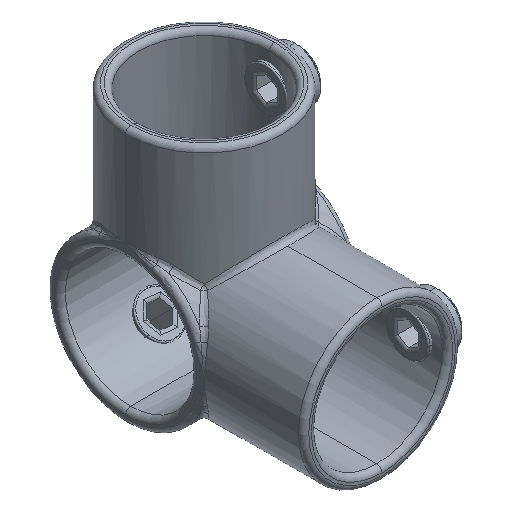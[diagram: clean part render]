
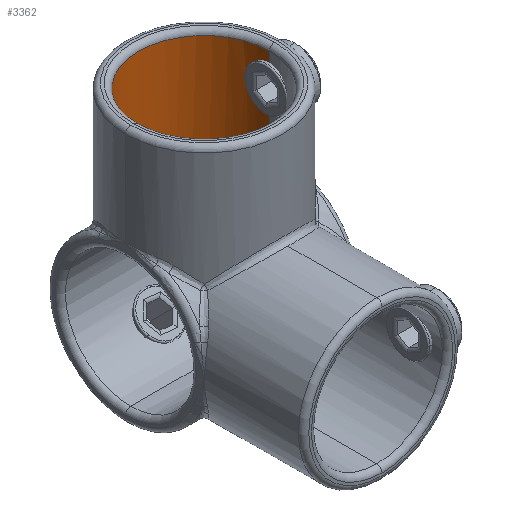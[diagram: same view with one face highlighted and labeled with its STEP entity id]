
A CAD part, isometric view. The second image highlights one B-rep face of the part: STEP entity #3362.
In plain terms, the highlighted cylindrical face has radius 25 mm (diameter 50 mm), a partial arc.
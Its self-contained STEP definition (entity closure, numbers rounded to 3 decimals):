
#77 = VERTEX_POINT ( 'NONE', #5990 ) ;
#140 = ORIENTED_EDGE ( 'NONE', *, *, #3321, .F. ) ;
#192 = CARTESIAN_POINT ( 'NONE',  ( 24.602, 4.449, 47.802 ) ) ;
#214 = CARTESIAN_POINT ( 'NONE',  ( 23.809, 7.625, 53.496 ) ) ;
#236 = CARTESIAN_POINT ( 'NONE',  ( 24.49, 5.038, 59.745 ) ) ;
#372 = VERTEX_POINT ( 'NONE', #2113 ) ;
#501 = DIRECTION ( 'NONE',  ( 1., 0., 0. ) ) ;
#527 = ORIENTED_EDGE ( 'NONE', *, *, #4978, .T. ) ;
#679 = CARTESIAN_POINT ( 'NONE',  ( 25., 0., -30.001 ) ) ;
#690 = CARTESIAN_POINT ( 'NONE',  ( 24.488, 5.036, 48.269 ) ) ;
#717 = CARTESIAN_POINT ( 'NONE',  ( 23.825, 7.575, 55.006 ) ) ;
#737 = CARTESIAN_POINT ( 'NONE',  ( 24.708, 3.832, 60.611 ) ) ;
#858 = CARTESIAN_POINT ( 'NONE',  ( 0., 0., -30.001 ) ) ;
#866 = ORIENTED_EDGE ( 'NONE', *, *, #1156, .T. ) ;
#885 = LINE ( 'NONE', #2261, #1279 ) ;
#1040 = EDGE_CURVE ( 'NONE', #5074, #77, #5124, .T. ) ;
#1156 = EDGE_CURVE ( 'NONE', #4139, #372, #6319, .T. ) ;
#1209 = CARTESIAN_POINT ( 'NONE',  ( 24.334, 5.743, 48.96 ) ) ;
#1225 = CARTESIAN_POINT ( 'NONE',  ( 23.931, 7.234, 56.463 ) ) ;
#1232 = DIRECTION ( 'NONE',  ( 0., 0., 1. ) ) ;
#1246 = CARTESIAN_POINT ( 'NONE',  ( 24.882, 2.467, 61.232 ) ) ;
#1279 = VECTOR ( 'NONE', #2747, 1000. ) ;
#1436 = CARTESIAN_POINT ( 'NONE',  ( 0., 25., 0. ) ) ;
#1661 = ORIENTED_EDGE ( 'NONE', *, *, #4572, .T. ) ;
#1684 = CARTESIAN_POINT ( 'NONE',  ( 24.985, 1.005, 46.425 ) ) ;
#1702 = CARTESIAN_POINT ( 'NONE',  ( 0., 0., 66. ) ) ;
#1709 = CARTESIAN_POINT ( 'NONE',  ( 24.111, 6.615, 50.174 ) ) ;
#1736 = CARTESIAN_POINT ( 'NONE',  ( 24.047, 6.837, 57.386 ) ) ;
#1753 = CARTESIAN_POINT ( 'NONE',  ( 24.97, 1.252, 61.526 ) ) ;
#1910 = CARTESIAN_POINT ( 'NONE',  ( 25., 0., 25. ) ) ;
#1967 = CARTESIAN_POINT ( 'NONE',  ( 25., 14.645, 25. ) ) ;
#2113 = CARTESIAN_POINT ( 'NONE',  ( -25., 0., 66. ) ) ;
#2128 = LINE ( 'NONE', #6295, #3143 ) ;
#2200 = CARTESIAN_POINT ( 'NONE',  ( 24.923, 1.982, 46.633 ) ) ;
#2226 = CARTESIAN_POINT ( 'NONE',  ( 23.96, 7.135, 51.3 ) ) ;
#2249 = CARTESIAN_POINT ( 'NONE',  ( 24.148, 6.473, 58.037 ) ) ;
#2261 = CARTESIAN_POINT ( 'NONE',  ( 25., 0., -30.001 ) ) ;
#2268 = CARTESIAN_POINT ( 'NONE',  ( 24.996, 0.5, 61.613 ) ) ;
#2320 = EDGE_CURVE ( 'NONE', #5853, #4836, #5299, .T. ) ;
#2450 = CARTESIAN_POINT ( 'NONE',  ( 25., 0., 46.375 ) ) ;
#2452 = FACE_OUTER_BOUND ( 'NONE', #2834, .T. ) ;
#2500 = CARTESIAN_POINT ( 'NONE',  ( 25., 0., 66. ) ) ;
#2658 = CARTESIAN_POINT ( 'NONE',  ( 25., 0., 61.625 ) ) ;
#2716 = CARTESIAN_POINT ( 'NONE',  ( 24.855, 2.7, 46.865 ) ) ;
#2734 = CARTESIAN_POINT ( 'NONE',  ( 23.89, 7.366, 52.013 ) ) ;
#2747 = DIRECTION ( 'NONE',  ( 0., 0., 1. ) ) ;
#2757 = CARTESIAN_POINT ( 'NONE',  ( 24.257, 6.05, 58.647 ) ) ;
#2778 = CARTESIAN_POINT ( 'NONE',  ( 25., 0., 61.625 ) ) ;
#2788 =( BOUNDED_CURVE ( )  B_SPLINE_CURVE ( 3, ( #1436, #5901, #1967, #5427 ),
 .UNSPECIFIED., .F., .F. ) 
 B_SPLINE_CURVE_WITH_KNOTS ( ( 4, 4 ),
 ( 4.712, 6.283 ),
 .UNSPECIFIED. ) 
 CURVE ( )  GEOMETRIC_REPRESENTATION_ITEM ( )  RATIONAL_B_SPLINE_CURVE ( ( 1., 0.805, 0.805, 1. ) ) 
 REPRESENTATION_ITEM ( '' )  );
#2834 = EDGE_LOOP ( 'NONE', ( #140, #3004, #6221, #5466, #1661, #527, #866 ) ) ;
#2838 = DIRECTION ( 'NONE',  ( 0., 0., 1. ) ) ;
#2972 = CARTESIAN_POINT ( 'NONE',  ( -14.645, 25., 14.645 ) ) ;
#3004 = ORIENTED_EDGE ( 'NONE', *, *, #2320, .T. ) ;
#3066 = CYLINDRICAL_SURFACE ( 'NONE', #3707, 25. ) ;
#3143 = VECTOR ( 'NONE', #4237, 1000. ) ;
#3200 = CARTESIAN_POINT ( 'NONE',  ( 24.709, 3.829, 47.387 ) ) ;
#3230 = CARTESIAN_POINT ( 'NONE',  ( 23.825, 7.576, 52.999 ) ) ;
#3252 = CARTESIAN_POINT ( 'NONE',  ( 24.373, 5.566, 59.218 ) ) ;
#3321 = EDGE_CURVE ( 'NONE', #5853, #372, #2128, .T. ) ;
#3362 = ADVANCED_FACE ( 'NONE', ( #2452 ), #3066, .F. ) ;
#3420 = CARTESIAN_POINT ( 'NONE',  ( 25., 0.507, 46.375 ) ) ;
#3696 = CARTESIAN_POINT ( 'NONE',  ( 24.564, 4.651, 47.952 ) ) ;
#3707 = AXIS2_PLACEMENT_3D ( 'NONE', #858, #4392, #4891 ) ;
#3716 = CARTESIAN_POINT ( 'NONE',  ( 23.809, 7.625, 54.497 ) ) ;
#3738 = CARTESIAN_POINT ( 'NONE',  ( 24.566, 4.656, 60.059 ) ) ;
#4079 = CARTESIAN_POINT ( 'NONE',  ( 0., 25., 0. ) ) ;
#4139 = VERTEX_POINT ( 'NONE', #2500 ) ;
#4197 = CARTESIAN_POINT ( 'NONE',  ( 24.45, 5.219, 48.436 ) ) ;
#4220 = CARTESIAN_POINT ( 'NONE',  ( 23.887, 7.379, 55.986 ) ) ;
#4237 = DIRECTION ( 'NONE',  ( 0., 0., 1. ) ) ;
#4239 = CARTESIAN_POINT ( 'NONE',  ( 24.774, 3.386, 60.85 ) ) ;
#4392 = DIRECTION ( 'NONE',  ( 0., 0., 1. ) ) ;
#4572 = EDGE_CURVE ( 'NONE', #77, #6199, #5916, .T. ) ;
#4714 = CARTESIAN_POINT ( 'NONE',  ( 24.257, 6.058, 49.342 ) ) ;
#4731 = CARTESIAN_POINT ( 'NONE',  ( 24.016, 6.945, 57.159 ) ) ;
#4737 = EDGE_CURVE ( 'NONE', #4836, #5074, #2788, .T. ) ;
#4748 = CARTESIAN_POINT ( 'NONE',  ( 24.925, 1.991, 61.378 ) ) ;
#4836 = VERTEX_POINT ( 'NONE', #4079 ) ;
#4891 = DIRECTION ( 'NONE',  ( 1., 0., 0. ) ) ;
#4978 = EDGE_CURVE ( 'NONE', #6199, #4139, #885, .T. ) ;
#5074 = VERTEX_POINT ( 'NONE', #1910 ) ;
#5124 = LINE ( 'NONE', #679, #6032 ) ;
#5179 = CARTESIAN_POINT ( 'NONE',  ( 24.941, 1.739, 46.572 ) ) ;
#5199 = CARTESIAN_POINT ( 'NONE',  ( 24.044, 6.85, 50.613 ) ) ;
#5220 = CARTESIAN_POINT ( 'NONE',  ( 24.113, 6.601, 57.825 ) ) ;
#5243 = CARTESIAN_POINT ( 'NONE',  ( 24.981, 1., 61.563 ) ) ;
#5299 =( BOUNDED_CURVE ( )  B_SPLINE_CURVE ( 3, ( #5461, #6413, #2972, #5962 ),
 .UNSPECIFIED., .F., .F. ) 
 B_SPLINE_CURVE_WITH_KNOTS ( ( 4, 4 ),
 ( 0., 1.571 ),
 .UNSPECIFIED. ) 
 CURVE ( )  GEOMETRIC_REPRESENTATION_ITEM ( )  RATIONAL_B_SPLINE_CURVE ( ( 1., 0.805, 0.805, 1. ) ) 
 REPRESENTATION_ITEM ( '' )  );
#5337 = AXIS2_PLACEMENT_3D ( 'NONE', #1702, #1232, #501 ) ;
#5427 = CARTESIAN_POINT ( 'NONE',  ( 25., 0., 25. ) ) ;
#5461 = CARTESIAN_POINT ( 'NONE',  ( -25., 0., 25. ) ) ;
#5466 = ORIENTED_EDGE ( 'NONE', *, *, #1040, .T. ) ;
#5662 = CARTESIAN_POINT ( 'NONE',  ( 24.88, 2.462, 46.779 ) ) ;
#5685 = CARTESIAN_POINT ( 'NONE',  ( 23.935, 7.22, 51.535 ) ) ;
#5710 = CARTESIAN_POINT ( 'NONE',  ( 24.22, 6.198, 58.448 ) ) ;
#5733 = CARTESIAN_POINT ( 'NONE',  ( 25., 0.25, 61.625 ) ) ;
#5851 = CARTESIAN_POINT ( 'NONE',  ( -25., 0., 25. ) ) ;
#5853 = VERTEX_POINT ( 'NONE', #5851 ) ;
#5901 = CARTESIAN_POINT ( 'NONE',  ( 14.645, 25., 14.645 ) ) ;
#5916 = B_SPLINE_CURVE_WITH_KNOTS ( 'NONE', 3,
 ( #2450, #3420, #1684, #5179, #2200, #5662, #2716, #6150, #3200, #192, #3696, #690, #4197, #1209, #4714, #1709, #5199, #2226, #5685, #2734, #6170, #3230, #214, #3716, #717, #4220, #1225, #4731, #1736, #5220, #2249, #5710, #2757, #6186, #3252, #236, #3738, #737, #4239, #1246, #4748, #1753, #5243, #2268, #5733, #2778 ),
 .UNSPECIFIED., .F., .F.,
 ( 4, 2, 2, 2, 2, 2, 2, 2, 2, 2, 2, 2, 2, 2, 2, 2, 2, 2, 2, 2, 2, 2, 4 ),
 ( 0., 0.001, 0.002, 0.003, 0.004, 0.005, 0.006, 0.007, 0.009, 0.01, 0.01, 0.012, 0.013, 0.015, 0.016, 0.016, 0.017, 0.018, 0.019, 0.021, 0.022, 0.023, 0.024 ),
 .UNSPECIFIED. ) ;
#5962 = CARTESIAN_POINT ( 'NONE',  ( 0., 25., 0. ) ) ;
#5990 = CARTESIAN_POINT ( 'NONE',  ( 25., 0., 46.375 ) ) ;
#6032 = VECTOR ( 'NONE', #2838, 1000. ) ;
#6150 = CARTESIAN_POINT ( 'NONE',  ( 24.773, 3.392, 47.153 ) ) ;
#6170 = CARTESIAN_POINT ( 'NONE',  ( 23.871, 7.428, 52.26 ) ) ;
#6186 = CARTESIAN_POINT ( 'NONE',  ( 24.334, 5.735, 59.032 ) ) ;
#6199 = VERTEX_POINT ( 'NONE', #2658 ) ;
#6221 = ORIENTED_EDGE ( 'NONE', *, *, #4737, .T. ) ;
#6295 = CARTESIAN_POINT ( 'NONE',  ( -25., 0., -30.001 ) ) ;
#6319 = CIRCLE ( 'NONE', #5337, 25. ) ;
#6413 = CARTESIAN_POINT ( 'NONE',  ( -25., 14.645, 25. ) ) ;
